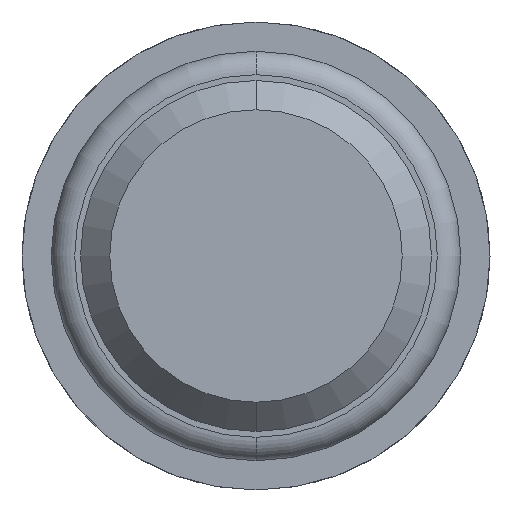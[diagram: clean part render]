
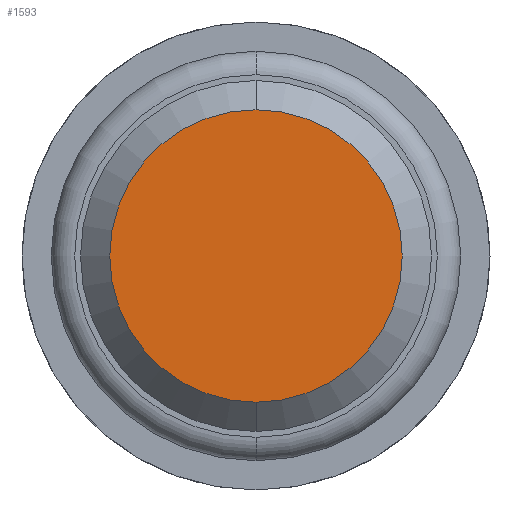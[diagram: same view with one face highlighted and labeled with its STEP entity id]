
A CAD part, front view. The second image highlights one B-rep face of the part: STEP entity #1593.
In plain terms, the highlighted planar face has unit normal (0, -1, 0).
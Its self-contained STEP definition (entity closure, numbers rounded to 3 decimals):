
#33 = DIRECTION ( 'NONE',  ( 0., -1., 0. ) ) ;
#304 = DIRECTION ( 'NONE',  ( 0., -1., 0. ) ) ;
#479 = EDGE_CURVE ( 'Defeature ausgef�hrt3_4+Defeature ausgef�hrt3_3+Defeature ausgef�hrt3_3+Defeature ausgef�hrt3_3', #4532, #3202, #3137, .T. ) ;
#514 = EDGE_LOOP ( 'NONE', ( #883, #4322 ) ) ;
#736 = DIRECTION ( 'NONE',  ( 0., 0., 1. ) ) ;
#883 = ORIENTED_EDGE ( 'NONE', *, *, #1280, .T. ) ;
#1067 = AXIS2_PLACEMENT_3D ( 'NONE', #2071, #304, #3882 ) ;
#1222 = DIRECTION ( 'NONE',  ( 0., 0., 1. ) ) ;
#1280 = EDGE_CURVE ( 'Defeature ausgef�hrt3_4+Defeature ausgef�hrt3_3+Defeature ausgef�hrt3_3+Defeature ausgef�hrt3_3', #3202, #4532, #1884, .T. ) ;
#1416 = CARTESIAN_POINT ( 'NONE',  ( 0., -34.6, -1.25 ) ) ;
#1593 = ADVANCED_FACE ( 'Defeature ausgef�hrt3_4', ( #3063 ), #3394, .F. ) ;
#1884 = CIRCLE ( 'NONE', #1067, 1.25 ) ;
#1995 = DIRECTION ( 'NONE',  ( 0., 1., 0. ) ) ;
#2071 = CARTESIAN_POINT ( 'NONE',  ( 0., -34.6, 0. ) ) ;
#2201 = CARTESIAN_POINT ( 'NONE',  ( 0., -34.6, 0. ) ) ;
#2390 = AXIS2_PLACEMENT_3D ( 'NONE', #2201, #33, #736 ) ;
#2646 = CARTESIAN_POINT ( 'NONE',  ( 0., -34.6, 0. ) ) ;
#3063 = FACE_OUTER_BOUND ( 'NONE', #514, .T. ) ;
#3137 = CIRCLE ( 'NONE', #2390, 1.25 ) ;
#3202 = VERTEX_POINT ( 'NONE', #4034 ) ;
#3391 = AXIS2_PLACEMENT_3D ( 'NONE', #2646, #1995, #1222 ) ;
#3394 = PLANE ( 'NONE',  #3391 ) ;
#3882 = DIRECTION ( 'NONE',  ( 0., 0., 1. ) ) ;
#4034 = CARTESIAN_POINT ( 'NONE',  ( 0., -34.6, 1.25 ) ) ;
#4322 = ORIENTED_EDGE ( 'NONE', *, *, #479, .T. ) ;
#4532 = VERTEX_POINT ( 'NONE', #1416 ) ;
